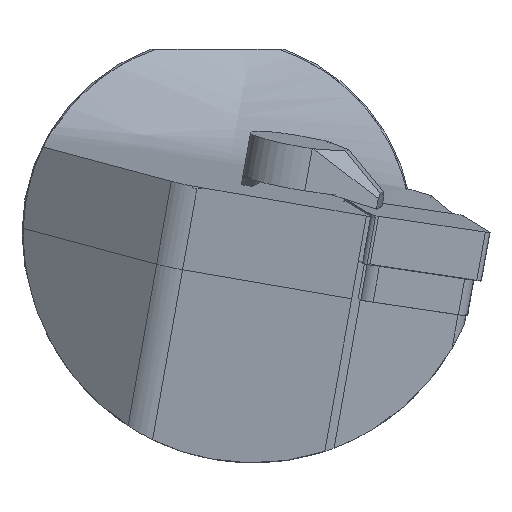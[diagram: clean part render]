
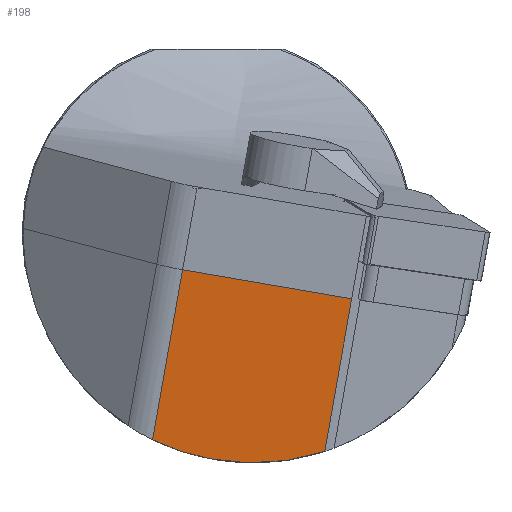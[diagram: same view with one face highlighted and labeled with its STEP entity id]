
A CAD part, left-side view. The second image highlights one B-rep face of the part: STEP entity #198.
In plain terms, the highlighted planar face has unit normal (-0.994, -0.02, -0.11).
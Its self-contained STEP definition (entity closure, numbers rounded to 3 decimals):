
#184=ELLIPSE('',#1250,29.584,29.4);
#198=ADVANCED_FACE('',(#298),#259,.T.);
#259=PLANE('',#1258);
#298=FACE_OUTER_BOUND('',#360,.T.);
#360=EDGE_LOOP('',(#491,#492,#493,#494));
#491=ORIENTED_EDGE('',*,*,#927,.F.);
#492=ORIENTED_EDGE('',*,*,#928,.T.);
#493=ORIENTED_EDGE('',*,*,#923,.T.);
#494=ORIENTED_EDGE('',*,*,#915,.F.);
#805=VERTEX_POINT('',#1710);
#806=VERTEX_POINT('',#1712);
#811=VERTEX_POINT('',#1735);
#813=VERTEX_POINT('',#1743);
#915=EDGE_CURVE('',#805,#806,#184,.T.);
#923=EDGE_CURVE('',#811,#806,#1074,.T.);
#927=EDGE_CURVE('',#813,#805,#1077,.T.);
#928=EDGE_CURVE('',#813,#811,#1078,.T.);
#1074=LINE('',#1734,#1160);
#1077=LINE('',#1742,#1163);
#1078=LINE('',#1744,#1164);
#1160=VECTOR('',#1392,1.);
#1163=VECTOR('',#1401,1.);
#1164=VECTOR('',#1402,1.);
#1250=AXIS2_PLACEMENT_3D('',#1711,#1379,#1380);
#1258=AXIS2_PLACEMENT_3D('',#1745,#1403,#1404);
#1379=DIRECTION('',(0.994,0.02,0.11));
#1380=DIRECTION('',(-0.111,0.178,0.978));
#1392=DIRECTION('',(0.105,0.173,-0.979));
#1401=DIRECTION('',(0.105,0.173,-0.979));
#1402=DIRECTION('',(-0.038,0.985,0.17));
#1403=DIRECTION('',(-0.994,-0.02,-0.11));
#1404=DIRECTION('',(-0.11,0.,0.994));
#1710=CARTESIAN_POINT('',(-239.484,7.614,-29.549));
#1711=CARTESIAN_POINT('',(-242.749,16.771,-1.612));
#1712=CARTESIAN_POINT('',(-240.091,29.62,-28.055));
#1734=CARTESIAN_POINT('',(-302.131,-72.88,553.248));
#1735=CARTESIAN_POINT('',(-242.412,25.786,-6.313));
#1742=CARTESIAN_POINT('',(-301.286,-94.493,549.527));
#1743=CARTESIAN_POINT('',(-241.567,4.173,-10.034));
#1744=CARTESIAN_POINT('',(-242.412,25.786,-6.313));
#1745=CARTESIAN_POINT('',(-302.131,-72.88,553.248));
